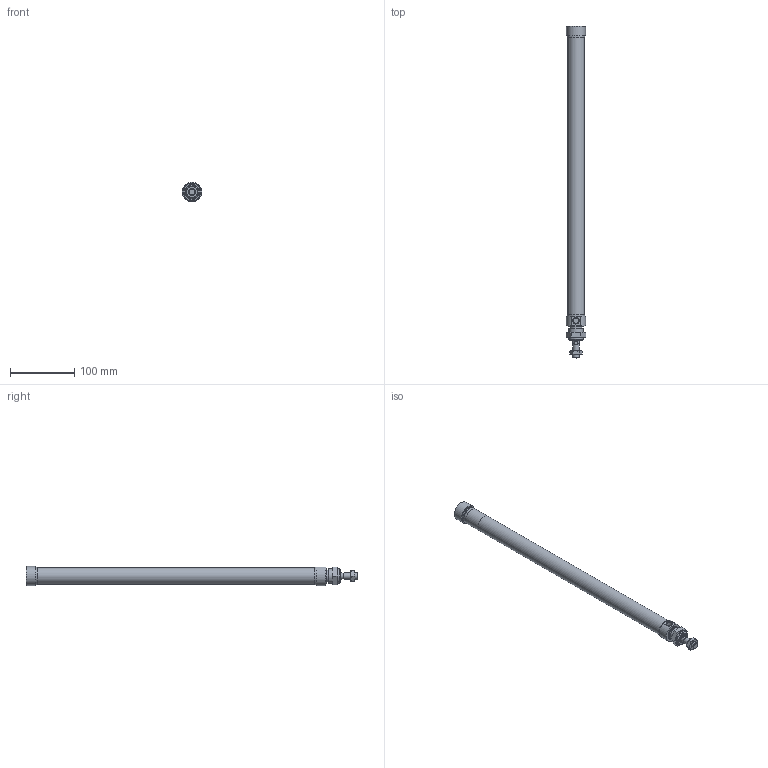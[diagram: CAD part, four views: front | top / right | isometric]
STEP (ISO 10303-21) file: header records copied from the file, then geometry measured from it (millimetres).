
FILE_DESCRIPTION(/* description */ ('Unknown'),/* implementation_level */ '2;1');
FILE_NAME(/* name */ 'RIMA 25_400',/* time_stamp */ '2024-08-30T14:32:27+02:00',/* author */ ('Unknown'),/* organization */ ('Unknown'),/* preprocessor_version */ 'ST-DEVELOPER v16.7',/* originating_system */ 'Solid Edge',/* authorisation */ 'Unknown');
FILE_SCHEMA (('AUTOMOTIVE_DESIGN {1 0 10303 214 3 1 1}'));
Length unit declared in the file: millimetre
Products named in the file (7): RIMA 25_400; Profilrohr; Kolbenstange; Kit_1; Kit_2; Mutter_1; Mutter_2
Assembly tree (6 placements, depth 2):
  RIMA 25_400
    Profilrohr
    Kolbenstange
    Kit_1
    Kit_2
    Mutter_1
    Mutter_2
Bounding box: 31.18 x 518 x 30 mm (x, y, z)
Volume: 112396.7 mm3; surface area: 100450.3 mm2
Topology: 6 solids, 6 shells, 121 faces, 238 edges, 144 vertices
Faces by surface type: plane 47, cone 37, cylinder 30, torus 7
Full cylindrical faces by diameter (mm): 2 x1, 8.56 x1, 8.566 x2, 8.647 x1, 10 x2, 10.5 x1, 11.1 x1, 14 x1, 14.1 x1, 16.1 x1, 16.2 x1, 19.7 x1, 20.376 x1, 22 x2, 22.9 x1, 25 x3, 26.5 x1, 27 x2, 30 x1
Entity records: 3643 total; most frequent: CARTESIAN_POINT 514, DIRECTION 491, ORIENTED_EDGE 342, AXIS2_PLACEMENT_3D 230, EDGE_LOOP 201, FACE_BOUND 201, EDGE_CURVE 171, VERTEX_POINT 134
